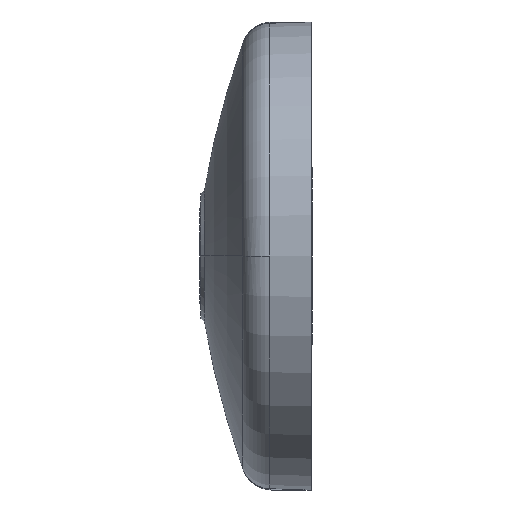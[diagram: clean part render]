
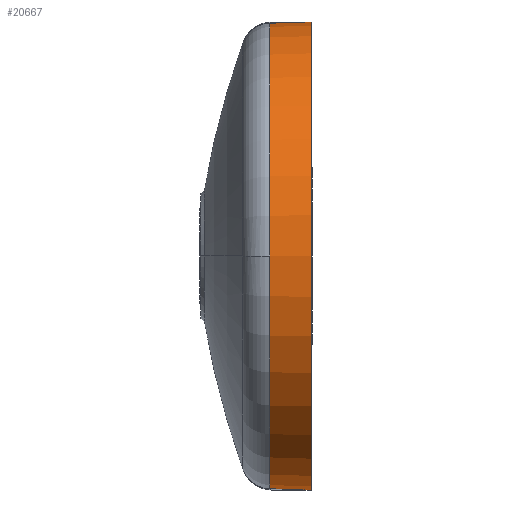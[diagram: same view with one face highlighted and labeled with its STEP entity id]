
A CAD part, left-side view. The second image highlights one B-rep face of the part: STEP entity #20667.
In plain terms, the highlighted conical face has half-angle 2 degrees and reference radius 39.5 mm.
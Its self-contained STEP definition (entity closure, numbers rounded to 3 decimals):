
#43 = CARTESIAN_POINT ( 'NONE',  ( 39.5, 0., -39.5 ) ) ;
#327 = CARTESIAN_POINT ( 'NONE',  ( 39.5, 7., 0. ) ) ;
#455 = VECTOR ( 'NONE', #26543, 1000. ) ;
#1740 = DIRECTION ( 'NONE',  ( 1., 0., 0. ) ) ;
#3037 = VECTOR ( 'NONE', #20551, 1000. ) ;
#3152 = CIRCLE ( 'NONE', #24800, 39.5 ) ;
#3347 = ORIENTED_EDGE ( 'NONE', *, *, #15746, .T. ) ;
#4233 = CARTESIAN_POINT ( 'NONE',  ( 39.5, 7., 0. ) ) ;
#4247 = ORIENTED_EDGE ( 'NONE', *, *, #21204, .T. ) ;
#4373 = DIRECTION ( 'NONE',  ( 0., 1., 0. ) ) ;
#5560 = DIRECTION ( 'NONE',  ( 0., -1., 0. ) ) ;
#6149 = CIRCLE ( 'NONE', #6766, 39.256 ) ;
#6344 = DIRECTION ( 'NONE',  ( -1., 0., 0. ) ) ;
#6382 = DIRECTION ( 'NONE',  ( -1., 0., 0. ) ) ;
#6766 = AXIS2_PLACEMENT_3D ( 'NONE', #327, #4373, #6344 ) ;
#6872 = CARTESIAN_POINT ( 'NONE',  ( 0.244, 7., 0. ) ) ;
#6958 = VERTEX_POINT ( 'NONE', #16890 ) ;
#7646 = ORIENTED_EDGE ( 'NONE', *, *, #10194, .T. ) ;
#7696 = CARTESIAN_POINT ( 'NONE',  ( 39.5, 0., 0. ) ) ;
#8197 = CARTESIAN_POINT ( 'NONE',  ( 39.5, 0., -39.5 ) ) ;
#8479 = ORIENTED_EDGE ( 'NONE', *, *, #13672, .F. ) ;
#9691 = DIRECTION ( 'NONE',  ( 1., 0., 0. ) ) ;
#9919 = EDGE_CURVE ( 'NONE', #17393, #14614, #19119, .T. ) ;
#10194 = EDGE_CURVE ( 'NONE', #6958, #20169, #11069, .T. ) ;
#10278 = CARTESIAN_POINT ( 'NONE',  ( 39.5, 7., -39.256 ) ) ;
#10543 = VERTEX_POINT ( 'NONE', #43 ) ;
#11069 = LINE ( 'NONE', #14271, #3037 ) ;
#12654 = CARTESIAN_POINT ( 'NONE',  ( 39.5, 7., 39.256 ) ) ;
#12683 = CONICAL_SURFACE ( 'NONE', #25935, 39.5, 0.035 ) ;
#12773 = DIRECTION ( 'NONE',  ( 0., 1., 0. ) ) ;
#13672 = EDGE_CURVE ( 'NONE', #14614, #20169, #6149, .T. ) ;
#13675 = FACE_OUTER_BOUND ( 'NONE', #20409, .T. ) ;
#14271 = CARTESIAN_POINT ( 'NONE',  ( 39.5, 0., 39.5 ) ) ;
#14614 = VERTEX_POINT ( 'NONE', #6872 ) ;
#14853 = ORIENTED_EDGE ( 'NONE', *, *, #9919, .F. ) ;
#15746 = EDGE_CURVE ( 'NONE', #10543, #6958, #3152, .T. ) ;
#16202 = LINE ( 'NONE', #8197, #455 ) ;
#16890 = CARTESIAN_POINT ( 'NONE',  ( 39.5, 0., 39.5 ) ) ;
#17393 = VERTEX_POINT ( 'NONE', #10278 ) ;
#17999 = DIRECTION ( 'NONE',  ( 0., 1., 0. ) ) ;
#18088 = CARTESIAN_POINT ( 'NONE',  ( 39.5, 0., 0. ) ) ;
#19119 = CIRCLE ( 'NONE', #26067, 39.256 ) ;
#20169 = VERTEX_POINT ( 'NONE', #12654 ) ;
#20409 = EDGE_LOOP ( 'NONE', ( #4247, #3347, #7646, #8479, #14853 ) ) ;
#20551 = DIRECTION ( 'NONE',  ( 0., 0.999, -0.035 ) ) ;
#20667 = ADVANCED_FACE ( 'NONE', ( #13675 ), #12683, .T. ) ;
#21204 = EDGE_CURVE ( 'NONE', #17393, #10543, #16202, .T. ) ;
#24800 = AXIS2_PLACEMENT_3D ( 'NONE', #18088, #17999, #1740 ) ;
#25935 = AXIS2_PLACEMENT_3D ( 'NONE', #7696, #5560, #9691 ) ;
#26067 = AXIS2_PLACEMENT_3D ( 'NONE', #4233, #12773, #6382 ) ;
#26543 = DIRECTION ( 'NONE',  ( 0., -0.999, -0.035 ) ) ;
